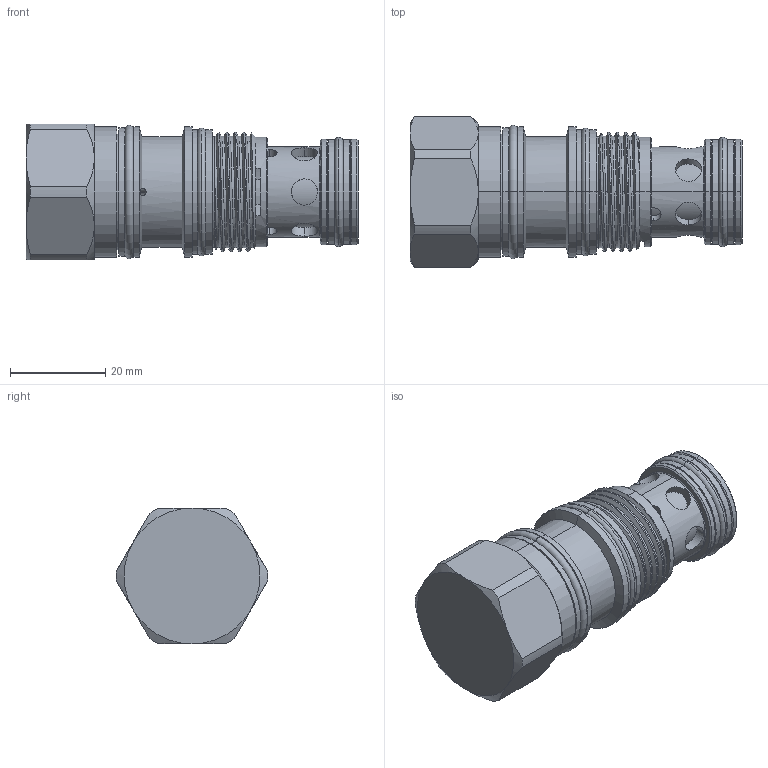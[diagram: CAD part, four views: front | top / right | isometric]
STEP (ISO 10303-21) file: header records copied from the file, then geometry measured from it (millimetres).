
FILE_DESCRIPTION (( 'STEP AP214' ), '1' );
FILE_NAME ('CC2A3003.STEP', '2016-04-11T06:26:15', ( '' ), ( '' ), 'SwSTEP 2.0', 'SolidWorks 2012', '' );
FILE_SCHEMA (( 'AUTOMOTIVE_DESIGN' ));
Length unit declared in the file: millimetre
Products named in the file (1): CC2A3003
Bounding box: 69.8 x 31.79 x 28.57 mm (x, y, z)
Volume: 33006.8 mm3; surface area: 10851.6 mm2
Topology: 5 solids, 5 shells, 195 faces, 436 edges, 269 vertices
Faces by surface type: cylinder 110, cone 31, plane 30, torus 20, sphere 2, bspline 2
Entity records: 7349 total; most frequent: CARTESIAN_POINT 3055, DIRECTION 893, ORIENTED_EDGE 872, EDGE_CURVE 436, AXIS2_PLACEMENT_3D 387, VERTEX_POINT 269, EDGE_LOOP 221, FACE_OUTER_BOUND 195
